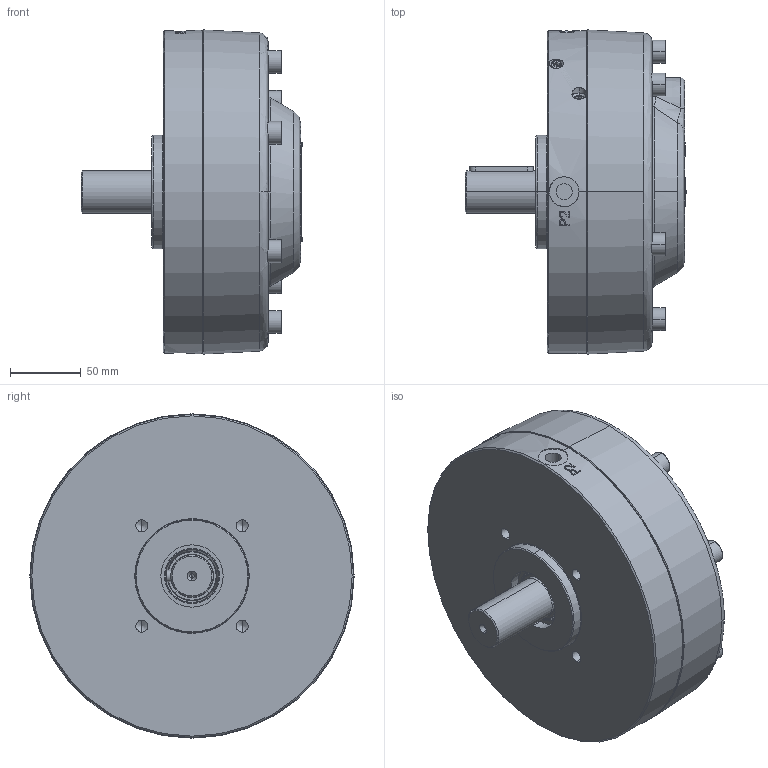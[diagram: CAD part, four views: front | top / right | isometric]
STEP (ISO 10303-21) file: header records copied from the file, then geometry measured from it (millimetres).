
FILE_DESCRIPTION (( 'STEP AP214' ), '1' );
FILE_NAME ('MRK702_2x4 pistons.STEP', '2021-03-08T18:01:37', ( '' ), ( '' ), 'SwSTEP 2.0', 'SolidWorks 2020', '' );
FILE_SCHEMA (( 'AUTOMOTIVE_DESIGN' ));
Length unit declared in the file: millimetre
Products named in the file (1): MRK702_2x4 pistons
Bounding box: 156.5 x 228.74 x 228.74 mm (x, y, z)
Volume: 3280975.1 mm3; surface area: 184208.4 mm2
Topology: 1 solids, 29 shells, 990 faces, 2383 edges, 1510 vertices
Faces by surface type: plane 513, bspline 201, cylinder 163, cone 109, torus 4
Entity records: 39922 total; most frequent: CARTESIAN_POINT 18032, ORIENTED_EDGE 4706, DIRECTION 4151, EDGE_CURVE 2353, VERTEX_POINT 1508, AXIS2_PLACEMENT_3D 1414, LINE 1323, VECTOR 1323
